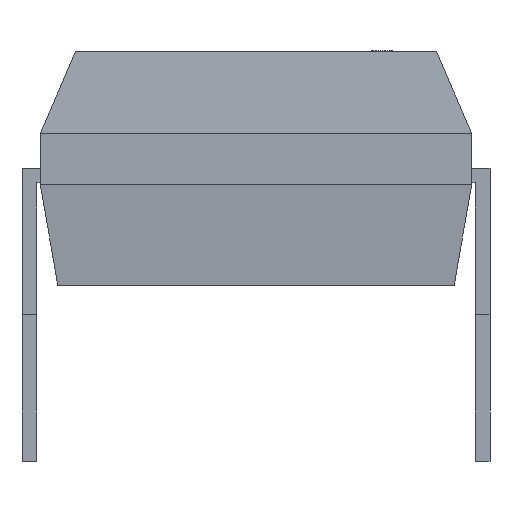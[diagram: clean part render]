
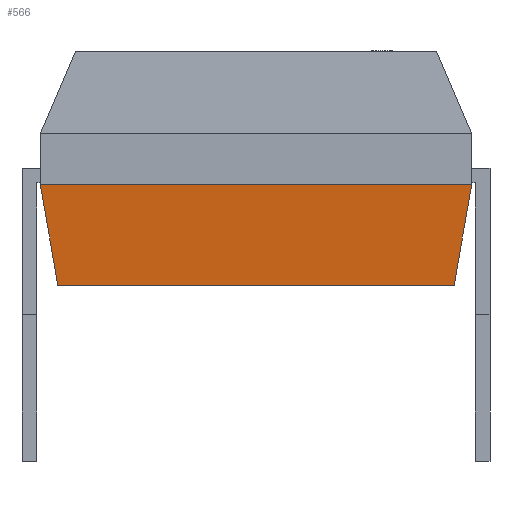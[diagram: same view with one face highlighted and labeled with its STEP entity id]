
A CAD part, front view. The second image highlights one B-rep face of the part: STEP entity #566.
In plain terms, the highlighted planar face has unit normal (0, -0.996, -0.087).
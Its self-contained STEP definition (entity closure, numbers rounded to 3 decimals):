
#566=ADVANCED_FACE('',(#572),#567,.F.);
#567=PLANE('',#568);
#568=AXIS2_PLACEMENT_3D('',#569,#570,#571);
#569=CARTESIAN_POINT('Origin',(0.495,-33.757,3.048));
#570=DIRECTION('center_axis',(0.0,0.996,0.087));
#571=DIRECTION('ref_axis',(0.,0.,1.));
#572=FACE_OUTER_BOUND('',#573,.T.);
#573=EDGE_LOOP('',(#574,#584,#594,#604));
#574=ORIENTED_EDGE('',*,*,#575,.F.);
#575=EDGE_CURVE('',#576,#578,#580,.T.);
#576=VERTEX_POINT('',#577);
#577=CARTESIAN_POINT('',(7.366,-33.757,3.048));
#578=VERTEX_POINT('',#579);
#579=CARTESIAN_POINT('',(0.495,-33.757,3.048));
#580=LINE('',#581,#582);
#581=CARTESIAN_POINT('',(7.366,-33.757,3.048));
#582=VECTOR('',#583,6.871);
#583=DIRECTION('',(-1.0,0.0,0.0));
#584=ORIENTED_EDGE('',*,*,#585,.F.);
#585=EDGE_CURVE('',#586,#588,#590,.T.);
#586=VERTEX_POINT('',#587);
#587=CARTESIAN_POINT('',(7.671,-33.909,4.796));
#588=VERTEX_POINT('',#577);
#590=LINE('',#591,#592);
#591=CARTESIAN_POINT('',(7.671,-33.909,4.796));
#592=VECTOR('',#593,1.78);
#593=DIRECTION('',(-0.171,0.086,-0.982));
#594=ORIENTED_EDGE('',*,*,#595,.F.);
#595=EDGE_CURVE('',#596,#598,#600,.T.);
#596=VERTEX_POINT('',#597);
#597=CARTESIAN_POINT('',(0.19,-33.909,4.796));
#598=VERTEX_POINT('',#587);
#600=LINE('',#601,#602);
#601=CARTESIAN_POINT('',(0.19,-33.909,4.796));
#602=VECTOR('',#603,7.48);
#603=DIRECTION('',(1.0,0.0,0.0));
#604=ORIENTED_EDGE('',*,*,#605,.F.);
#605=EDGE_CURVE('',#606,#608,#610,.T.);
#606=VERTEX_POINT('',#579);
#608=VERTEX_POINT('',#597);
#610=LINE('',#611,#612);
#611=CARTESIAN_POINT('',(0.495,-33.757,3.048));
#612=VECTOR('',#613,1.78);
#613=DIRECTION('',(-0.171,-0.086,0.982));
